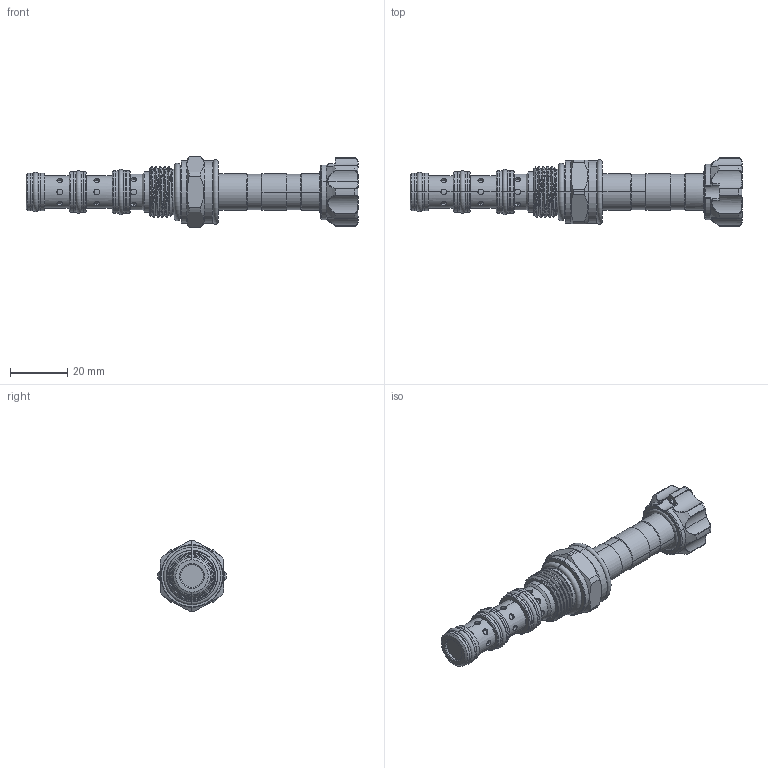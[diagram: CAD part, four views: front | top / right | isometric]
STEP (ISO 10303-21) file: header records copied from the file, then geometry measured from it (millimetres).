
FILE_DESCRIPTION (( 'STEP AP203' ), '1' );
FILE_NAME ('ES18M4A10N04.STEP', '2025-04-18T05:21:54', ( '' ), ( '' ), 'SwSTEP 2.0', 'SolidWorks 2018', '' );
FILE_SCHEMA (( 'CONFIG_CONTROL_DESIGN' ));
Length unit declared in the file: millimetre
Products named in the file (1): ES18M4A10N04
Bounding box: 115.85 x 23.79 x 24.65 mm (x, y, z)
Volume: 22143 mm3; surface area: 8492.4 mm2
Topology: 1 solids, 1 shells, 383 faces, 865 edges, 532 vertices
Faces by surface type: cylinder 219, cone 47, plane 43, torus 37, bspline 37
Entity records: 14945 total; most frequent: CARTESIAN_POINT 6689, ORIENTED_EDGE 1726, DIRECTION 1657, EDGE_CURVE 863, AXIS2_PLACEMENT_3D 701, VERTEX_POINT 532, EDGE_LOOP 435, FACE_OUTER_BOUND 383
